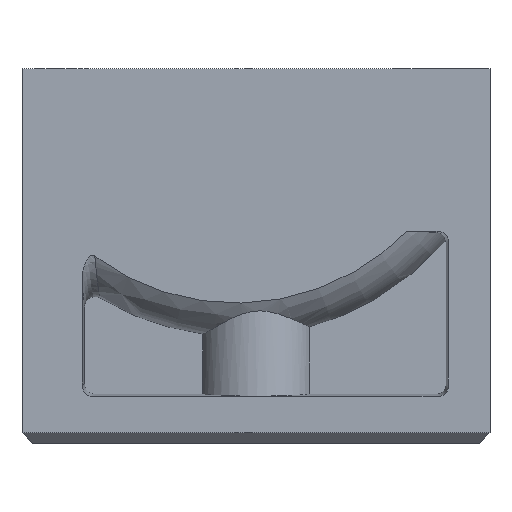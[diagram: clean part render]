
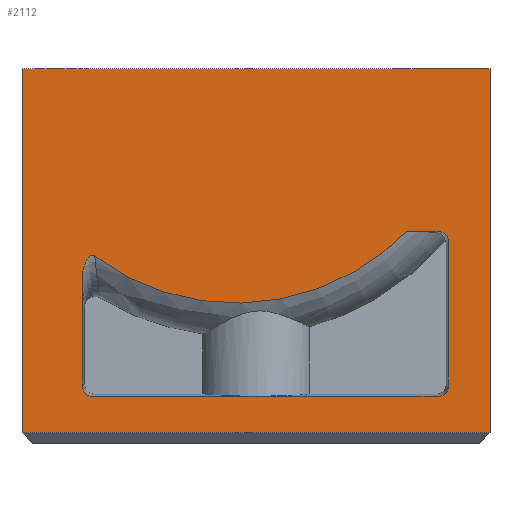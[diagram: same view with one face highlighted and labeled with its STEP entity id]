
A CAD part, front view. The second image highlights one B-rep face of the part: STEP entity #2112.
In plain terms, the highlighted planar face has unit normal (0, -1, 0).
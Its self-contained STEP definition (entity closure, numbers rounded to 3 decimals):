
#118=DIRECTION('',(-1.,0.,0.));
#119=VECTOR('',#118,45.);
#120=CARTESIAN_POINT('',(41.2,-6.,-25.));
#121=LINE('',#120,#119);
#122=DIRECTION('',(0.,0.,-1.));
#123=VECTOR('',#122,35.);
#124=CARTESIAN_POINT('',(41.2,-6.,10.));
#125=LINE('',#124,#123);
#126=DIRECTION('',(1.,0.,0.));
#127=VECTOR('',#126,33.203);
#128=CARTESIAN_POINT('',(2.999,-6.,-21.5));
#129=LINE('',#128,#127);
#130=DIRECTION('',(0.,0.,1.));
#131=VECTOR('',#130,13.871);
#132=CARTESIAN_POINT('',(37.2,-6.,-20.501));
#133=LINE('',#132,#131);
#134=DIRECTION('',(-1.,0.,0.));
#135=VECTOR('',#134,3.002);
#136=CARTESIAN_POINT('',(36.201,-6.,-5.631));
#137=LINE('',#136,#135);
#138=DIRECTION('',(0.,0.,-1.));
#139=VECTOR('',#138,10.425);
#140=CARTESIAN_POINT('',(2.,-6.,-10.076));
#141=LINE('',#140,#139);
#146=DIRECTION('',(0.,0.,-1.));
#147=VECTOR('',#146,35.);
#148=CARTESIAN_POINT('',(-3.8,-6.,10.));
#149=LINE('',#148,#147);
#260=DIRECTION('',(-1.,0.,0.));
#261=VECTOR('',#260,45.);
#262=CARTESIAN_POINT('',(41.2,-6.,10.));
#263=LINE('',#262,#261);
#1455=CARTESIAN_POINT('',(2.999,-6.,
-21.5));
#1456=CARTESIAN_POINT('',(2.909,-6.,
-21.5));
#1457=CARTESIAN_POINT('',(2.738,-6.,
-21.477));
#1458=CARTESIAN_POINT('',(2.493,-6.,
-21.376));
#1459=CARTESIAN_POINT('',(2.284,-6.,
-21.216));
#1460=CARTESIAN_POINT('',(2.124,-6.,
-21.007));
#1461=CARTESIAN_POINT('',(2.023,-6.,
-20.762));
#1462=CARTESIAN_POINT('',(2.,-6.,
-20.591));
#1463=CARTESIAN_POINT('',(2.,-6.,
-20.501));
#1483=CARTESIAN_POINT('',(2.,-6.,
-10.076));
#1484=CARTESIAN_POINT('',(2.,-6.,
-9.96));
#1485=CARTESIAN_POINT('',(2.012,-6.,
-9.741));
#1486=CARTESIAN_POINT('',(2.051,-6.,
-9.457));
#1487=CARTESIAN_POINT('',(2.103,-6.,
-9.208));
#1488=CARTESIAN_POINT('',(2.163,-6.,
-8.989));
#1489=CARTESIAN_POINT('',(2.227,-6.,
-8.796));
#1490=CARTESIAN_POINT('',(2.294,-6.,
-8.627));
#1491=CARTESIAN_POINT('',(2.363,-6.,
-8.479));
#1492=CARTESIAN_POINT('',(2.434,-6.,
-8.35));
#1493=CARTESIAN_POINT('',(2.505,-6.,-8.239));
#1494=CARTESIAN_POINT('',(2.577,-6.,-8.146));
#1495=CARTESIAN_POINT('',(2.649,-6.,-8.069));
#1496=CARTESIAN_POINT('',(2.721,-6.,
-8.01));
#1497=CARTESIAN_POINT('',(2.792,-6.,
-7.968));
#1498=CARTESIAN_POINT('',(2.86,-6.,
-7.941));
#1499=CARTESIAN_POINT('',(2.926,-6.,
-7.93));
#1500=CARTESIAN_POINT('',(2.992,-6.,
-7.931));
#1501=CARTESIAN_POINT('',(3.06,-6.,
-7.946));
#1502=CARTESIAN_POINT('',(3.13,-6.,
-7.976));
#1503=CARTESIAN_POINT('',(3.18,-6.,
-8.008));
#1504=CARTESIAN_POINT('',(3.205,-6.,
-8.026));
#1531=CARTESIAN_POINT('',(3.205,-6.,
-8.026));
#1532=CARTESIAN_POINT('',(3.995,-6.,
-8.618));
#1533=CARTESIAN_POINT('',(5.639,-6.,
-9.69));
#1534=CARTESIAN_POINT('',(8.317,-6.,
-10.972));
#1535=CARTESIAN_POINT('',(11.151,-6.,
-11.895));
#1536=CARTESIAN_POINT('',(14.086,-6.,
-12.439));
#1537=CARTESIAN_POINT('',(17.05,-6.,
-12.596));
#1538=CARTESIAN_POINT('',(20.03,-6.,
-12.367));
#1539=CARTESIAN_POINT('',(22.976,-6.,
-11.745));
#1540=CARTESIAN_POINT('',(25.8,-6.,-10.751));
#1541=CARTESIAN_POINT('',(28.479,-6.,-9.398));
#1542=CARTESIAN_POINT('',(30.978,-6.,-7.697));
#1543=CARTESIAN_POINT('',(32.484,-6.,-6.357));
#1544=CARTESIAN_POINT('',(33.199,-6.,-5.631));
#1580=CARTESIAN_POINT('',(36.201,-6.,
-5.631));
#1581=CARTESIAN_POINT('',(36.291,-6.,
-5.631));
#1582=CARTESIAN_POINT('',(36.462,-6.,
-5.654));
#1583=CARTESIAN_POINT('',(36.707,-6.,
-5.755));
#1584=CARTESIAN_POINT('',(36.916,-6.,
-5.916));
#1585=CARTESIAN_POINT('',(37.076,-6.,
-6.124));
#1586=CARTESIAN_POINT('',(37.177,-6.,
-6.369));
#1587=CARTESIAN_POINT('',(37.2,-6.,
-6.541));
#1588=CARTESIAN_POINT('',(37.2,-6.,
-6.63));
#1617=CARTESIAN_POINT('',(37.2,-6.,
-20.501));
#1618=CARTESIAN_POINT('',(37.2,-6.,
-20.591));
#1619=CARTESIAN_POINT('',(37.177,-6.,
-20.762));
#1620=CARTESIAN_POINT('',(37.076,-6.,
-21.007));
#1621=CARTESIAN_POINT('',(36.916,-6.,
-21.216));
#1622=CARTESIAN_POINT('',(36.707,-6.,
-21.376));
#1623=CARTESIAN_POINT('',(36.462,-6.,
-21.477));
#1624=CARTESIAN_POINT('',(36.291,-6.,
-21.5));
#1625=CARTESIAN_POINT('',(36.201,-6.,
-21.5));
#1744=CARTESIAN_POINT('',(-3.8,-6.,-25.));
#1745=VERTEX_POINT('',#1744);
#1748=CARTESIAN_POINT('',(41.2,-6.,-25.));
#1749=VERTEX_POINT('',#1748);
#1750=CARTESIAN_POINT('',(-3.8,-6.,10.));
#1751=VERTEX_POINT('',#1750);
#1752=CARTESIAN_POINT('',(41.2,-6.,10.));
#1753=VERTEX_POINT('',#1752);
#1754=CARTESIAN_POINT('',(2.999,-6.,
-21.5));
#1755=CARTESIAN_POINT('',(36.201,-6.,
-21.5));
#1756=VERTEX_POINT('',#1754);
#1757=VERTEX_POINT('',#1755);
#1758=VERTEX_POINT('',#1617);
#1759=CARTESIAN_POINT('',(37.2,-6.,
-6.63));
#1760=VERTEX_POINT('',#1759);
#1761=VERTEX_POINT('',#1580);
#1762=CARTESIAN_POINT('',(33.199,-6.,-5.631));
#1763=VERTEX_POINT('',#1762);
#1764=VERTEX_POINT('',#1531);
#1765=VERTEX_POINT('',#1483);
#1766=CARTESIAN_POINT('',(2.,-6.,
-20.501));
#1767=VERTEX_POINT('',#1766);
#2078=CARTESIAN_POINT('',(-3.8,-6.,-26.));
#2079=DIRECTION('',(0.,-1.,0.));
#2080=DIRECTION('',(1.,0.,0.));
#2081=AXIS2_PLACEMENT_3D('',#2078,#2079,#2080);
#2082=PLANE('',#2081);
#2083=ORIENTED_EDGE('',*,*,#2072,.T.);
#2085=ORIENTED_EDGE('',*,*,#2084,.F.);
#2087=ORIENTED_EDGE('',*,*,#2086,.F.);
#2089=ORIENTED_EDGE('',*,*,#2088,.T.);
#2090=EDGE_LOOP('',(#2083,#2085,#2087,#2089));
#2091=FACE_OUTER_BOUND('',#2090,.F.);
#2093=ORIENTED_EDGE('',*,*,#2092,.T.);
#2095=ORIENTED_EDGE('',*,*,#2094,.F.);
#2097=ORIENTED_EDGE('',*,*,#2096,.T.);
#2099=ORIENTED_EDGE('',*,*,#2098,.F.);
#2101=ORIENTED_EDGE('',*,*,#2100,.T.);
#2103=ORIENTED_EDGE('',*,*,#2102,.F.);
#2105=ORIENTED_EDGE('',*,*,#2104,.F.);
#2107=ORIENTED_EDGE('',*,*,#2106,.T.);
#2109=ORIENTED_EDGE('',*,*,#2108,.F.);
#2110=EDGE_LOOP('',(#2093,#2095,#2097,#2099,#2101,#2103,#2105,#2107,#2109));
#2111=FACE_BOUND('',#2110,.F.);
#2112=ADVANCED_FACE('',(#2091,#2111),#2082,.T.);
#1464=B_SPLINE_CURVE_WITH_KNOTS('',3,(#1455,#1456,#1457,#1458,#1459,#1460,#1461,
#1462,#1463),.UNSPECIFIED.,.F.,.F.,(4,1,1,1,1,1,4),(0.,0.167,
0.333,0.5,0.667,0.833,1.),
.UNSPECIFIED.);
#1505=B_SPLINE_CURVE_WITH_KNOTS('',3,(#1483,#1484,#1485,#1486,#1487,#1488,#1489,
#1490,#1491,#1492,#1493,#1494,#1495,#1496,#1497,#1498,#1499,#1500,#1501,#1502,
#1503,#1504),.UNSPECIFIED.,.F.,.F.,(4,1,1,1,1,1,1,1,1,1,1,1,1,1,1,1,1,1,1,4),(
0.,0.053,0.105,0.158,0.211,
0.263,0.316,0.368,0.421,
0.474,0.526,0.579,0.632,
0.684,0.737,0.789,0.842,
0.895,0.947,1.),.UNSPECIFIED.);
#1545=B_SPLINE_CURVE_WITH_KNOTS('',3,(#1531,#1532,#1533,#1534,#1535,#1536,#1537,
#1538,#1539,#1540,#1541,#1542,#1543,#1544),.UNSPECIFIED.,.F.,.F.,(4,1,1,1,1,1,1,
1,1,1,1,4),(0.,0.091,0.182,0.273,
0.364,0.455,0.545,0.636,
0.727,0.818,0.909,1.),.UNSPECIFIED.);
#1589=B_SPLINE_CURVE_WITH_KNOTS('',3,(#1580,#1581,#1582,#1583,#1584,#1585,#1586,
#1587,#1588),.UNSPECIFIED.,.F.,.F.,(4,1,1,1,1,1,4),(0.,0.167,
0.333,0.5,0.667,0.833,1.),
.UNSPECIFIED.);
#1626=B_SPLINE_CURVE_WITH_KNOTS('',3,(#1617,#1618,#1619,#1620,#1621,#1622,#1623,
#1624,#1625),.UNSPECIFIED.,.F.,.F.,(4,1,1,1,1,1,4),(0.,0.167,
0.333,0.5,0.667,0.833,1.),
.UNSPECIFIED.);
#2072=EDGE_CURVE('',#1749,#1745,#121,.T.);
#2084=EDGE_CURVE('',#1751,#1745,#149,.T.);
#2086=EDGE_CURVE('',#1753,#1751,#263,.T.);
#2088=EDGE_CURVE('',#1753,#1749,#125,.T.);
#2092=EDGE_CURVE('',#1756,#1757,#129,.T.);
#2094=EDGE_CURVE('',#1758,#1757,#1626,.T.);
#2096=EDGE_CURVE('',#1758,#1760,#133,.T.);
#2098=EDGE_CURVE('',#1761,#1760,#1589,.T.);
#2100=EDGE_CURVE('',#1761,#1763,#137,.T.);
#2102=EDGE_CURVE('',#1764,#1763,#1545,.T.);
#2104=EDGE_CURVE('',#1765,#1764,#1505,.T.);
#2106=EDGE_CURVE('',#1765,#1767,#141,.T.);
#2108=EDGE_CURVE('',#1756,#1767,#1464,.T.);
